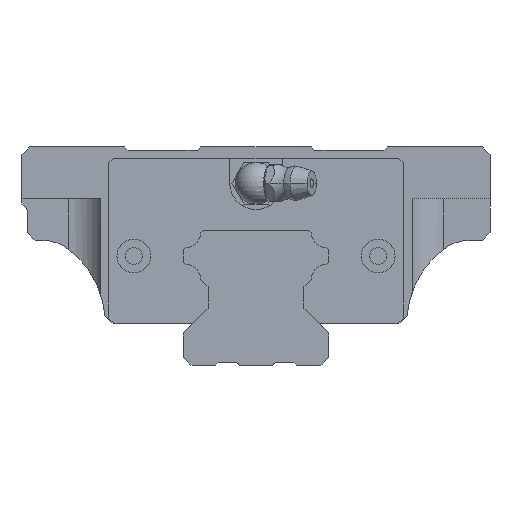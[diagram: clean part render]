
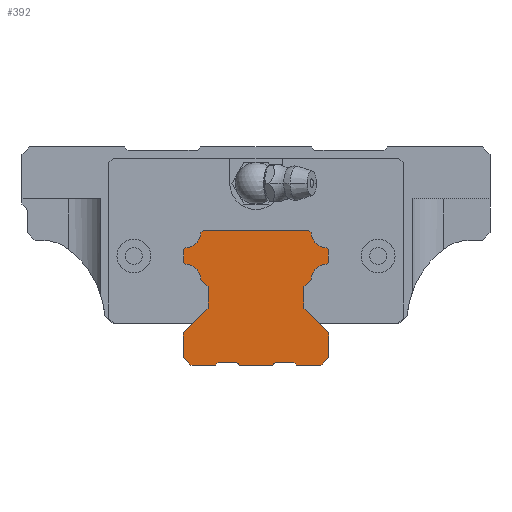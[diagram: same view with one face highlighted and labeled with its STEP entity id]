
A CAD part, front view. The second image highlights one B-rep face of the part: STEP entity #392.
In plain terms, the highlighted planar face has unit normal (0, -1, 0).
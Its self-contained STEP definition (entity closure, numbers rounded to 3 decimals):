
#392=ADVANCED_FACE('',(#880),#881,.T.);
#880=FACE_OUTER_BOUND('',#1455,.T.);
#881=PLANE('',#1456);
#1455=EDGE_LOOP('',(#3323,#3324,#3325,#3326,#3327,#3328,#3329,#3330,#3331,#3332,#3333,#3334,#3335,#3336,#3337,#3338,#3339,#3340,#3341,#3342,#3343,#3344,#3345,#3346,#3347,#3348,#3349,#3350,#3351,#3352,#3353,#3354));
#1456=AXIS2_PLACEMENT_3D('',#3355,#3356,#3357);
#3323=ORIENTED_EDGE('',*,*,#4059,.T.);
#3324=ORIENTED_EDGE('',*,*,#4141,.F.);
#3325=ORIENTED_EDGE('',*,*,#4063,.F.);
#3326=ORIENTED_EDGE('',*,*,#4144,.F.);
#3327=ORIENTED_EDGE('',*,*,#4133,.F.);
#3328=ORIENTED_EDGE('',*,*,#4044,.T.);
#3329=ORIENTED_EDGE('',*,*,#4120,.T.);
#3330=ORIENTED_EDGE('',*,*,#4117,.F.);
#3331=ORIENTED_EDGE('',*,*,#4145,.T.);
#3332=ORIENTED_EDGE('',*,*,#4034,.T.);
#3333=ORIENTED_EDGE('',*,*,#4028,.F.);
#3334=ORIENTED_EDGE('',*,*,#4032,.T.);
#3335=ORIENTED_EDGE('',*,*,#4131,.T.);
#3336=ORIENTED_EDGE('',*,*,#4048,.F.);
#3337=ORIENTED_EDGE('',*,*,#4052,.T.);
#3338=ORIENTED_EDGE('',*,*,#4089,.T.);
#3339=ORIENTED_EDGE('',*,*,#4103,.F.);
#3340=ORIENTED_EDGE('',*,*,#4069,.T.);
#3341=ORIENTED_EDGE('',*,*,#4067,.T.);
#3342=ORIENTED_EDGE('',*,*,#4098,.F.);
#3343=ORIENTED_EDGE('',*,*,#4146,.F.);
#3344=ORIENTED_EDGE('',*,*,#4147,.T.);
#3345=ORIENTED_EDGE('',*,*,#4055,.F.);
#3346=ORIENTED_EDGE('',*,*,#4148,.F.);
#3347=ORIENTED_EDGE('',*,*,#4125,.F.);
#3348=ORIENTED_EDGE('',*,*,#4129,.F.);
#3349=ORIENTED_EDGE('',*,*,#4149,.F.);
#3350=ORIENTED_EDGE('',*,*,#4150,.F.);
#3351=ORIENTED_EDGE('',*,*,#4109,.F.);
#3352=ORIENTED_EDGE('',*,*,#4072,.F.);
#3353=ORIENTED_EDGE('',*,*,#4151,.T.);
#3354=ORIENTED_EDGE('',*,*,#4152,.F.);
#3355=CARTESIAN_POINT('',(-13.679,-167.7,-18.021));
#3356=DIRECTION('',(0.0,-1.0,0.0));
#3357=DIRECTION('',(0.0,0.0,-1.0));
#4028=EDGE_CURVE('',#5034,#5036,#5037,.T.);
#4032=EDGE_CURVE('',#5034,#5041,#5043,.T.);
#4034=EDGE_CURVE('',#5046,#5036,#5047,.T.);
#4044=EDGE_CURVE('',#5064,#5062,#5065,.T.);
#4048=EDGE_CURVE('',#5070,#5072,#5073,.T.);
#4052=EDGE_CURVE('',#5070,#5077,#5079,.T.);
#4055=EDGE_CURVE('',#5083,#5085,#5086,.T.);
#4059=EDGE_CURVE('',#5093,#5091,#5094,.T.);
#4063=EDGE_CURVE('',#5099,#5101,#5102,.T.);
#4067=EDGE_CURVE('',#5104,#5106,#5108,.T.);
#4069=EDGE_CURVE('',#5109,#5104,#5111,.T.);
#4072=EDGE_CURVE('',#5115,#5117,#5118,.T.);
#4089=EDGE_CURVE('',#5077,#5143,#5145,.T.);
#4098=EDGE_CURVE('',#5157,#5106,#5159,.T.);
#4103=EDGE_CURVE('',#5109,#5143,#5164,.T.);
#4109=EDGE_CURVE('',#5117,#5171,#5172,.T.);
#4117=EDGE_CURVE('',#5183,#5185,#5186,.T.);
#4120=EDGE_CURVE('',#5062,#5185,#5189,.T.);
#4125=EDGE_CURVE('',#5195,#5197,#5198,.T.);
#4129=EDGE_CURVE('',#5202,#5195,#5204,.T.);
#4131=EDGE_CURVE('',#5041,#5072,#5206,.T.);
#4133=EDGE_CURVE('',#5064,#5209,#5210,.T.);
#4141=EDGE_CURVE('',#5101,#5091,#5218,.T.);
#4144=EDGE_CURVE('',#5209,#5099,#5221,.T.);
#4145=EDGE_CURVE('',#5183,#5046,#5222,.T.);
#4146=EDGE_CURVE('',#5223,#5157,#5224,.T.);
#4147=EDGE_CURVE('',#5223,#5085,#5225,.T.);
#4148=EDGE_CURVE('',#5197,#5083,#5226,.T.);
#4149=EDGE_CURVE('',#5227,#5202,#5228,.T.);
#4150=EDGE_CURVE('',#5171,#5227,#5229,.T.);
#4151=EDGE_CURVE('',#5115,#5230,#5231,.T.);
#4152=EDGE_CURVE('',#5093,#5230,#5232,.T.);
#5034=VERTEX_POINT('',#6635);
#5036=VERTEX_POINT('',#6638);
#5037=LINE('',#6639,#6640);
#5041=VERTEX_POINT('',#6646);
#5043=LINE('',#6649,#6650);
#5046=VERTEX_POINT('',#6654);
#5047=LINE('',#6655,#6656);
#5062=VERTEX_POINT('',#6677);
#5064=VERTEX_POINT('',#6680);
#5065=LINE('',#6681,#6682);
#5070=VERTEX_POINT('',#6689);
#5072=VERTEX_POINT('',#6692);
#5073=LINE('',#6693,#6694);
#5077=VERTEX_POINT('',#6700);
#5079=LINE('',#6703,#6704);
#5083=VERTEX_POINT('',#6709);
#5085=VERTEX_POINT('',#6712);
#5086=LINE('',#6713,#6714);
#5091=VERTEX_POINT('',#6721);
#5093=VERTEX_POINT('',#6724);
#5094=LINE('',#6725,#6726);
#5099=VERTEX_POINT('',#6733);
#5101=VERTEX_POINT('',#6736);
#5102=LINE('',#6737,#6738);
#5104=VERTEX_POINT('',#6741);
#5106=VERTEX_POINT('',#6744);
#5108=LINE('',#6747,#6748);
#5109=VERTEX_POINT('',#6749);
#5111=LINE('',#6752,#6753);
#5115=VERTEX_POINT('',#6758);
#5117=VERTEX_POINT('',#6761);
#5118=LINE('',#6762,#6763);
#5143=VERTEX_POINT('',#6794);
#5145=LINE('',#6797,#6798);
#5157=VERTEX_POINT('',#6814);
#5159=LINE('',#6817,#6818);
#5164=LINE('',#6824,#6825);
#5171=VERTEX_POINT('',#6835);
#5172=LINE('',#6836,#6837);
#5183=VERTEX_POINT('',#6851);
#5185=VERTEX_POINT('',#6854);
#5186=CIRCLE('',#6855,3.1);
#5189=LINE('',#6860,#6861);
#5195=VERTEX_POINT('',#6868);
#5197=VERTEX_POINT('',#6871);
#5198=LINE('',#6872,#6873);
#5202=VERTEX_POINT('',#6879);
#5204=LINE('',#6882,#6883);
#5206=LINE('',#6886,#6887);
#5209=VERTEX_POINT('',#6891);
#5210=LINE('',#6892,#6893);
#5218=LINE('',#6903,#6904);
#5221=CIRCLE('',#6907,3.1);
#5222=LINE('',#6908,#6909);
#5223=VERTEX_POINT('',#6910);
#5224=LINE('',#6911,#6912);
#5225=LINE('',#6913,#6914);
#5226=LINE('',#6915,#6916);
#5227=VERTEX_POINT('',#6917);
#5228=LINE('',#6918,#6919);
#5229=CIRCLE('',#6920,3.1);
#5230=VERTEX_POINT('',#6921);
#5231=LINE('',#6922,#6923);
#5232=CIRCLE('',#6924,3.1);
#6635=CARTESIAN_POINT('',(-14.0,-167.7,-37.499));
#6638=CARTESIAN_POINT('',(-9.23,-167.7,-32.729));
#6639=CARTESIAN_POINT('',(-14.0,-167.7,-37.499));
#6640=VECTOR('',#7769,1000.0);
#6646=CARTESIAN_POINT('',(-14.0,-167.7,-42.2));
#6649=CARTESIAN_POINT('',(-14.0,-167.7,-37.499));
#6650=VECTOR('',#7773,1000.0);
#6654=CARTESIAN_POINT('',(-9.23,-167.7,-28.571));
#6655=CARTESIAN_POINT('',(-9.23,-167.7,-28.571));
#6656=VECTOR('',#7775,1000.0);
#6677=CARTESIAN_POINT('',(-13.93,-167.7,-23.871));
#6680=CARTESIAN_POINT('',(-13.93,-167.7,-21.529));
#6681=CARTESIAN_POINT('',(-13.93,-167.7,-21.529));
#6682=VECTOR('',#7789,1000.0);
#6689=CARTESIAN_POINT('',(-7.8,-167.7,-43.7));
#6692=CARTESIAN_POINT('',(-12.5,-167.7,-43.7));
#6693=CARTESIAN_POINT('',(-7.8,-167.7,-43.7));
#6694=VECTOR('',#7793,1000.0);
#6700=CARTESIAN_POINT('',(-7.3,-167.7,-43.2));
#6703=CARTESIAN_POINT('',(-7.8,-167.7,-43.7));
#6704=VECTOR('',#7797,1000.0);
#6709=CARTESIAN_POINT('',(14.0,-167.7,-42.2));
#6712=CARTESIAN_POINT('',(12.5,-167.7,-43.7));
#6713=CARTESIAN_POINT('',(14.0,-167.7,-42.2));
#6714=VECTOR('',#7800,1000.0);
#6721=CARTESIAN_POINT('',(10.101,-167.7,-17.7));
#6724=CARTESIAN_POINT('',(10.583,-167.7,-18.182));
#6725=CARTESIAN_POINT('',(10.583,-167.7,-18.182));
#6726=VECTOR('',#7804,1000.0);
#6733=CARTESIAN_POINT('',(-10.583,-167.7,-18.182));
#6736=CARTESIAN_POINT('',(-10.101,-167.7,-17.7));
#6737=CARTESIAN_POINT('',(-10.583,-167.7,-18.182));
#6738=VECTOR('',#7808,1000.0);
#6741=CARTESIAN_POINT('',(3.2,-167.7,-43.7));
#6744=CARTESIAN_POINT('',(3.7,-167.7,-43.2));
#6747=CARTESIAN_POINT('',(3.2,-167.7,-43.7));
#6748=VECTOR('',#7812,1000.0);
#6749=CARTESIAN_POINT('',(-3.2,-167.7,-43.7));
#6752=CARTESIAN_POINT('',(-3.2,-167.7,-43.7));
#6753=VECTOR('',#7814,1000.0);
#6758=CARTESIAN_POINT('',(13.93,-167.7,-21.529));
#6761=CARTESIAN_POINT('',(13.93,-167.7,-23.871));
#6762=CARTESIAN_POINT('',(13.93,-167.7,-21.529));
#6763=VECTOR('',#7817,1000.0);
#6794=CARTESIAN_POINT('',(-3.7,-167.7,-43.2));
#6797=CARTESIAN_POINT('',(-7.3,-167.7,-43.2));
#6798=VECTOR('',#7852,1000.0);
#6814=CARTESIAN_POINT('',(7.3,-167.7,-43.2));
#6817=CARTESIAN_POINT('',(7.3,-167.7,-43.2));
#6818=VECTOR('',#7867,1000.0);
#6824=CARTESIAN_POINT('',(-3.2,-167.7,-43.7));
#6825=VECTOR('',#7878,1000.0);
#6835=CARTESIAN_POINT('',(13.518,-167.7,-24.283));
#6836=CARTESIAN_POINT('',(13.93,-167.7,-23.871));
#6837=VECTOR('',#7888,1000.0);
#6851=CARTESIAN_POINT('',(-10.583,-167.7,-27.218));
#6854=CARTESIAN_POINT('',(-13.518,-167.7,-24.283));
#6855=AXIS2_PLACEMENT_3D('',#7902,#7903,#7904);
#6860=CARTESIAN_POINT('',(-13.93,-167.7,-23.871));
#6861=VECTOR('',#7907,1000.0);
#6868=CARTESIAN_POINT('',(9.23,-167.7,-32.729));
#6871=CARTESIAN_POINT('',(14.0,-167.7,-37.499));
#6872=CARTESIAN_POINT('',(9.23,-167.7,-32.729));
#6873=VECTOR('',#7916,1000.0);
#6879=CARTESIAN_POINT('',(9.23,-167.7,-28.571));
#6882=CARTESIAN_POINT('',(9.23,-167.7,-28.571));
#6883=VECTOR('',#7920,1000.0);
#6886=CARTESIAN_POINT('',(-14.0,-167.7,-42.2));
#6887=VECTOR('',#7922,1000.0);
#6891=CARTESIAN_POINT('',(-13.518,-167.7,-21.117));
#6892=CARTESIAN_POINT('',(-13.93,-167.7,-21.529));
#6893=VECTOR('',#7924,1000.0);
#6903=CARTESIAN_POINT('',(-10.171,-167.7,-17.7));
#6904=VECTOR('',#7942,1000.0);
#6907=AXIS2_PLACEMENT_3D('',#7949,#7950,#7951);
#6908=CARTESIAN_POINT('',(-10.583,-167.7,-27.218));
#6909=VECTOR('',#7952,1000.0);
#6910=CARTESIAN_POINT('',(7.8,-167.7,-43.7));
#6911=CARTESIAN_POINT('',(7.8,-167.7,-43.7));
#6912=VECTOR('',#7953,1000.0);
#6913=CARTESIAN_POINT('',(7.8,-167.7,-43.7));
#6914=VECTOR('',#7954,1000.0);
#6915=CARTESIAN_POINT('',(14.0,-167.7,-37.499));
#6916=VECTOR('',#7955,1000.0);
#6917=CARTESIAN_POINT('',(10.583,-167.7,-27.218));
#6918=CARTESIAN_POINT('',(10.583,-167.7,-27.218));
#6919=VECTOR('',#7956,1000.0);
#6920=AXIS2_PLACEMENT_3D('',#7957,#7958,#7959);
#6921=CARTESIAN_POINT('',(13.518,-167.7,-21.117));
#6922=CARTESIAN_POINT('',(13.93,-167.7,-21.529));
#6923=VECTOR('',#7960,1000.0);
#6924=AXIS2_PLACEMENT_3D('',#7961,#7962,#7963);
#7769=DIRECTION('',(0.707,0.0,0.707));
#7773=DIRECTION('',(0.0,0.0,-1.0));
#7775=DIRECTION('',(0.0,0.0,-1.0));
#7789=DIRECTION('',(0.0,0.0,-1.0));
#7793=DIRECTION('',(-1.0,0.0,0.0));
#7797=DIRECTION('',(0.707,0.0,0.707));
#7800=DIRECTION('',(-0.707,0.0,-0.707));
#7804=DIRECTION('',(-0.707,0.0,0.707));
#7808=DIRECTION('',(0.707,0.0,0.707));
#7812=DIRECTION('',(0.707,0.0,0.707));
#7814=DIRECTION('',(1.0,0.0,0.0));
#7817=DIRECTION('',(0.0,0.0,-1.0));
#7852=DIRECTION('',(1.0,0.0,0.0));
#7867=DIRECTION('',(-1.0,0.0,0.0));
#7878=DIRECTION('',(-0.707,0.0,0.707));
#7888=DIRECTION('',(-0.707,0.0,-0.707));
#7902=CARTESIAN_POINT('',(-13.679,-167.7,-27.379));
#7903=DIRECTION('',(0.0,-1.0,0.0));
#7904=DIRECTION('',(1.0,0.0,0.0));
#7907=DIRECTION('',(0.707,0.0,-0.707));
#7916=DIRECTION('',(0.707,0.0,-0.707));
#7920=DIRECTION('',(0.0,0.0,-1.0));
#7922=DIRECTION('',(0.707,0.0,-0.707));
#7924=DIRECTION('',(0.707,0.0,0.707));
#7942=DIRECTION('',(1.0,0.0,0.0));
#7949=CARTESIAN_POINT('',(-13.679,-167.7,-18.021));
#7950=DIRECTION('',(0.0,-1.0,0.0));
#7951=DIRECTION('',(1.0,0.0,0.0));
#7952=DIRECTION('',(0.707,0.0,-0.707));
#7953=DIRECTION('',(-0.707,0.0,0.707));
#7954=DIRECTION('',(1.0,0.0,0.0));
#7955=DIRECTION('',(0.0,0.0,-1.0));
#7956=DIRECTION('',(-0.707,0.0,-0.707));
#7957=CARTESIAN_POINT('',(13.679,-167.7,-27.379));
#7958=DIRECTION('',(0.0,-1.0,0.0));
#7959=DIRECTION('',(1.0,0.0,0.0));
#7960=DIRECTION('',(-0.707,0.0,0.707));
#7961=CARTESIAN_POINT('',(13.679,-167.7,-18.021));
#7962=DIRECTION('',(0.0,-1.0,0.0));
#7963=DIRECTION('',(1.0,0.0,0.0));
